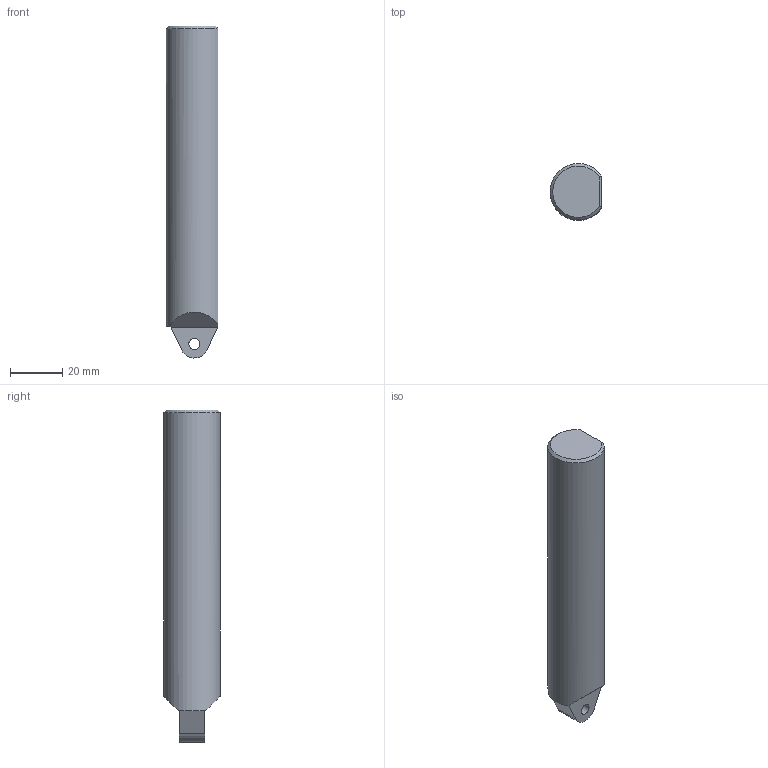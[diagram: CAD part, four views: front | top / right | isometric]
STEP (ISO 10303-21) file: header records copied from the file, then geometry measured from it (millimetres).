
FILE_DESCRIPTION(('FreeCAD Model'),'2;1');
FILE_NAME('Open CASCADE Shape Model','2026-01-25T14:01:40',(''),(''), 'Open CASCADE STEP processor 7.8','FreeCAD','Unknown');
FILE_SCHEMA(('AUTOMOTIVE_DESIGN { 1 0 10303 214 1 1 1 1 }'));
Length unit declared in the file: millimetre
Products named in the file (1): TrimFlap
Bounding box: 19.8 x 21.59 x 126.88 mm (x, y, z)
Volume: 41362.4 mm3; surface area: 8802.5 mm2
Topology: 1 solids, 1 shells, 16 faces, 38 edges, 24 vertices
Faces by surface type: plane 12, cylinder 3, cone 1
Full cylindrical faces by diameter (mm): 4.2 x1
Entity records: 1011 total; most frequent: CARTESIAN_POINT 205, DIRECTION 151, LINE 89, VECTOR 89, ORIENTED_EDGE 76, PCURVE 76, DEFINITIONAL_REPRESENTATION 76, EDGE_CURVE 38
